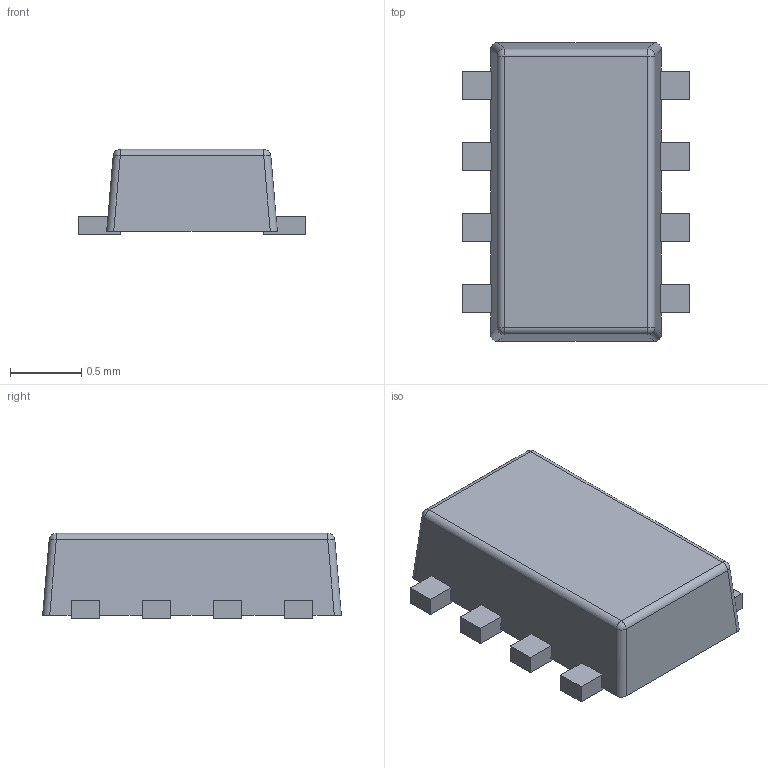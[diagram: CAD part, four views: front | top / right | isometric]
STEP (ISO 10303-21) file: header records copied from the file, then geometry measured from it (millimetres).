
FILE_DESCRIPTION(('CAx-IF Rec.Pracs.---Model Styling and Organization---1.5---2016-08-15','CAx-IF Rec.Pracs.---Geometric and Assembly Validation Properties---4.4---2016-08-17','CAx-IF Rec.Pracs.---User Defined Attributes---1.5---2016-08-15','CAx-IF Rec.Pracs.---External References---2.1---2005-01-19'),'2;1');
FILE_NAME('13679609.step','2025-07-09T00:48:39',('Unspecified'),('Unspecified'),'CAD Exchanger 3.10.2 (cadexchanger.com)','Unspecified','');
FILE_SCHEMA(('AUTOMOTIVE_DESIGN { 1 0 10303 214 1 1 1 1 }'));
Length unit declared in the file: millimetre
Products named in the file (3): DRL0008A_ASM; FRAME-DRL0008A; BODY-SOT
Assembly tree (2 placements, depth 2):
  DRL0008A_ASM
    FRAME-DRL0008A
    BODY-SOT
Bounding box: 1.6 x 2.1 x 0.6 mm (x, y, z)
Volume: 1.4 mm3; surface area: 10.4 mm2
Topology: 9 solids, 9 shells, 98 faces, 228 edges, 148 vertices
Faces by surface type: plane 86, cylinder 8, sphere 4
Entity records: 2947 total; most frequent: CARTESIAN_POINT 504, ORIENTED_EDGE 456, DIRECTION 438, EDGE_CURVE 228, LINE 212, VECTOR 212, VERTEX_POINT 148, AXIS2_PLACEMENT_3D 113
